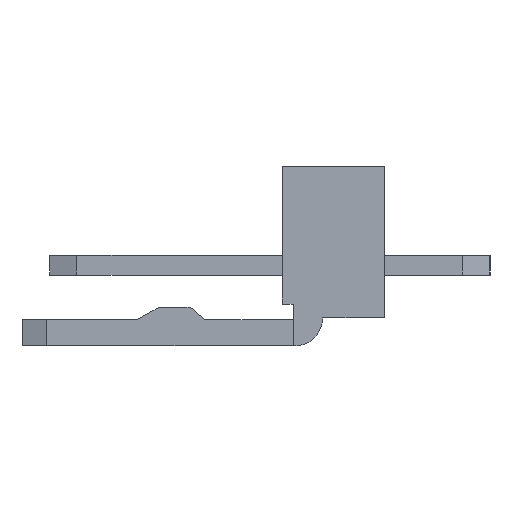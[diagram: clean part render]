
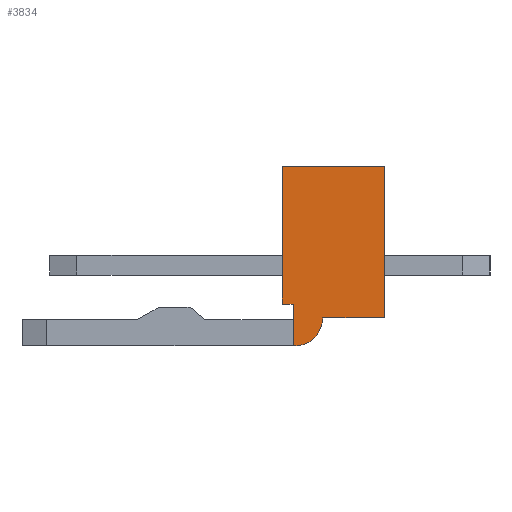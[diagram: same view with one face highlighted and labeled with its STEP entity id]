
A CAD part, left-side view. The second image highlights one B-rep face of the part: STEP entity #3834.
In plain terms, the highlighted planar face has unit normal (-1, 0, 0).
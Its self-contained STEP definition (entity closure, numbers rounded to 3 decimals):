
#1=DIRECTION('',(0.,0.,1.));
#2=VECTOR('',#1,1.35);
#3=CARTESIAN_POINT('',(-14.75,1.3,-2.85));
#4=LINE('',#3,#2);
#5=DIRECTION('',(0.,-1.,0.));
#6=VECTOR('',#5,0.35);
#7=CARTESIAN_POINT('',(-14.75,1.65,-1.5));
#8=LINE('',#7,#6);
#9=DIRECTION('',(0.,0.,1.));
#10=VECTOR('',#9,4.45);
#11=CARTESIAN_POINT('',(-14.75,1.65,-1.5));
#12=LINE('',#11,#10);
#13=DIRECTION('',(0.,-1.,0.));
#14=VECTOR('',#13,3.3);
#15=CARTESIAN_POINT('',(-14.75,1.65,2.95));
#16=LINE('',#15,#14);
#17=DIRECTION('',(0.,0.,-1.));
#18=VECTOR('',#17,4.9);
#19=CARTESIAN_POINT('',(-14.75,-1.65,2.95));
#20=LINE('',#19,#18);
#21=DIRECTION('',(0.,1.,0.));
#22=VECTOR('',#21,2.);
#23=CARTESIAN_POINT('',(-14.75,-1.65,-1.95));
#24=LINE('',#23,#22);
#25=CARTESIAN_POINT('',(-14.75,1.25,-1.95));
#26=DIRECTION('',(1.,0.,0.));
#27=DIRECTION('',(0.,-1.,0.));
#28=AXIS2_PLACEMENT_3D('',#25,#26,#27);
#30=DIRECTION('',(0.,1.,0.));
#31=VECTOR('',#30,0.05);
#32=CARTESIAN_POINT('',(-14.75,1.25,-2.85));
#33=LINE('',#32,#31);
#2859=CARTESIAN_POINT('',(-14.75,1.65,2.95));
#2860=CARTESIAN_POINT('',(-14.75,-1.65,2.95));
#2861=VERTEX_POINT('',#2859);
#2862=VERTEX_POINT('',#2860);
#2863=CARTESIAN_POINT('',(-14.75,-1.65,-1.95));
#2864=VERTEX_POINT('',#2863);
#2865=CARTESIAN_POINT('',(-14.75,0.35,-1.95));
#2866=VERTEX_POINT('',#2865);
#2867=CARTESIAN_POINT('',(-14.75,1.25,-2.85));
#2868=VERTEX_POINT('',#2867);
#3783=CARTESIAN_POINT('',(-14.75,1.3,-2.85));
#3784=CARTESIAN_POINT('',(-14.75,1.3,-1.5));
#3785=VERTEX_POINT('',#3783);
#3786=VERTEX_POINT('',#3784);
#3791=CARTESIAN_POINT('',(-14.75,1.65,-1.5));
#3793=VERTEX_POINT('',#3791);
#3811=CARTESIAN_POINT('',(-14.75,0.,0.));
#3812=DIRECTION('',(1.,0.,0.));
#3813=DIRECTION('',(0.,0.,-1.));
#3814=AXIS2_PLACEMENT_3D('',#3811,#3812,#3813);
#3815=PLANE('',#3814);
#3817=ORIENTED_EDGE('',*,*,#3816,.T.);
#3819=ORIENTED_EDGE('',*,*,#3818,.F.);
#3821=ORIENTED_EDGE('',*,*,#3820,.T.);
#3823=ORIENTED_EDGE('',*,*,#3822,.T.);
#3825=ORIENTED_EDGE('',*,*,#3824,.T.);
#3827=ORIENTED_EDGE('',*,*,#3826,.T.);
#3829=ORIENTED_EDGE('',*,*,#3828,.T.);
#3831=ORIENTED_EDGE('',*,*,#3830,.T.);
#3832=EDGE_LOOP('',(#3817,#3819,#3821,#3823,#3825,#3827,#3829,#3831));
#3833=FACE_OUTER_BOUND('',#3832,.F.);
#3834=ADVANCED_FACE('',(#3833),#3815,.F.);
#29=CIRCLE('',#28,0.9);
#3816=EDGE_CURVE('',#3785,#3786,#4,.T.);
#3818=EDGE_CURVE('',#3793,#3786,#8,.T.);
#3820=EDGE_CURVE('',#3793,#2861,#12,.T.);
#3822=EDGE_CURVE('',#2861,#2862,#16,.T.);
#3824=EDGE_CURVE('',#2862,#2864,#20,.T.);
#3826=EDGE_CURVE('',#2864,#2866,#24,.T.);
#3828=EDGE_CURVE('',#2866,#2868,#29,.T.);
#3830=EDGE_CURVE('',#2868,#3785,#33,.T.);
